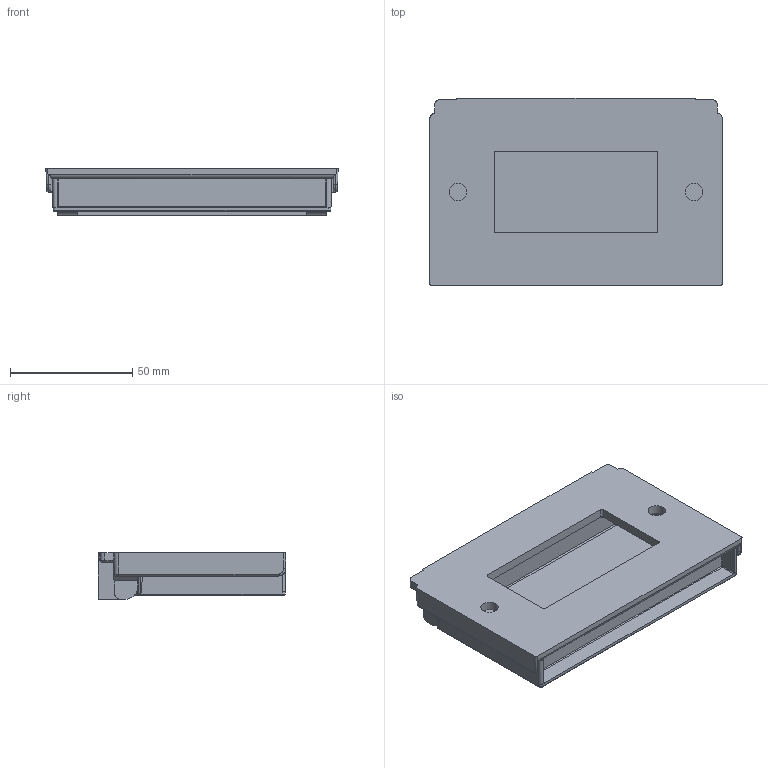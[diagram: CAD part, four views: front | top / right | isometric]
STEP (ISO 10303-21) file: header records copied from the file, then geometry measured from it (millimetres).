
FILE_DESCRIPTION (( 'STEP AP214' ), '1' );
FILE_NAME ('CATSTD-04996-000-M01.STEP', '2020-09-21T20:59:18', ( '' ), ( '' ), 'SwSTEP 2.0', 'SolidWorks 2020', '' );
FILE_SCHEMA (( 'AUTOMOTIVE_DESIGN' ));
Length unit declared in the file: inch
Products named in the file (1): CATSTD-04996-000-M01
Bounding box: 119.74 x 76.91 x 19.05 mm (x, y, z)
Surface area: 43326.1 mm2 (no closed solid volume)
Topology: 0 solids, 6 shells, 225 faces, 688 edges, 461 vertices
Faces by surface type: cylinder 91, plane 77, bspline 37, torus 12, cone 6, sphere 2
Entity records: 11058 total; most frequent: CARTESIAN_POINT 2502, ORIENTED_EDGE 1187, DIRECTION 1093, EDGE_CURVE 688, VERTEX_POINT 461, VECTOR 369, LINE 369, AXIS2_PLACEMENT_3D 362
